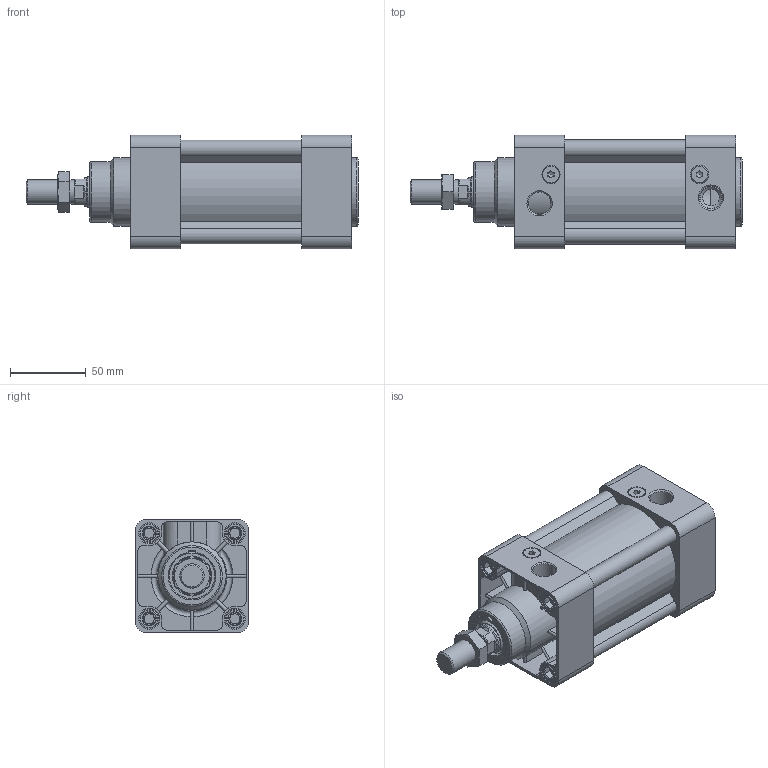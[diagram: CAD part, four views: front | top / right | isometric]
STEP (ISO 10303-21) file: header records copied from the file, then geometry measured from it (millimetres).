
FILE_DESCRIPTION( ( 'STEP AP203' ), '1' );
FILE_NAME( 'VBC63X25-0(0).stp', '2021-10-12T01:54:29', ( 'License CC BY-ND 4.0' ), ( 'CADENAS' ), ' ', 'PARTsolutions', ' ' );
FILE_SCHEMA( ( 'CONFIG_CONTROL_DESIGN' ) );
Length unit declared in the file: millimetre
Products named in the file (4): VBC63X25-0(0); _VBC63X25-0(0)_dummy; _VBC63x25; _63x25-0
Assembly tree (3 placements, depth 2):
  VBC63X25-0(0)
    _VBC63X25-0(0)_dummy
    _VBC63x25
    _63x25-0
Bounding box: 219 x 75 x 75 mm (x, y, z)
Volume: 478728.9 mm3; surface area: 159181.3 mm2
Topology: 2 solids, 5 shells, 534 faces, 1225 edges, 760 vertices
Faces by surface type: plane 274, cylinder 123, cone 110, torus 26, bspline 1
Full cylindrical faces by diameter (mm): 4 x3, 6.5 x2, 6.647 x8, 8.4 x2, 10.5 x2, 10.8 x2, 11 x3, 12 x12, 13.5 x8, 14.95 x2, 16 x2, 19 x1, 20 x3, 30 x1, 30.2 x1, 40 x1, 45 x2, 63 x2
Entity records: 16302 total; most frequent: CARTESIAN_POINT 4640, DIRECTION 2414, ORIENTED_EDGE 2194, EDGE_CURVE 1097, AXIS2_PLACEMENT_3D 939, VERTEX_POINT 746, EDGE_LOOP 713, FACE_OUTER_BOUND 605
